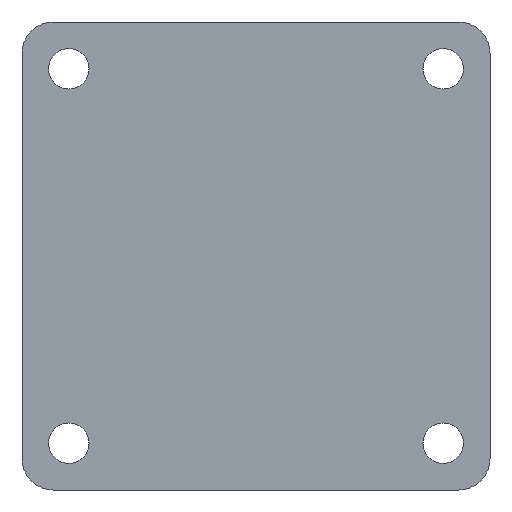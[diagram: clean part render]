
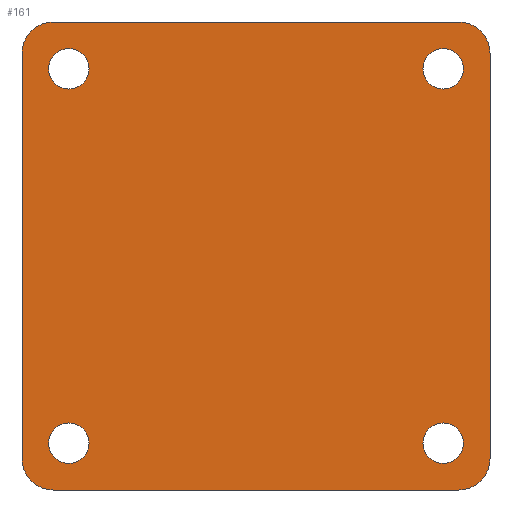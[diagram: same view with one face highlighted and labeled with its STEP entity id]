
A CAD part, front view. The second image highlights one B-rep face of the part: STEP entity #161.
In plain terms, the highlighted planar face has unit normal (0, -1, 0).
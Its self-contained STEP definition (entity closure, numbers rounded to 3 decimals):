
#161 = ADVANCED_FACE( '', ( #333, #334, #335, #336, #337 ), #338, .F. );
#333 = FACE_BOUND( '', #510, .T. );
#334 = FACE_BOUND( '', #511, .T. );
#335 = FACE_BOUND( '', #512, .T. );
#336 = FACE_BOUND( '', #513, .T. );
#337 = FACE_OUTER_BOUND( '', #514, .T. );
#338 = PLANE( '', #515 );
#510 = EDGE_LOOP( '', ( #895 ) );
#511 = EDGE_LOOP( '', ( #896 ) );
#512 = EDGE_LOOP( '', ( #897 ) );
#513 = EDGE_LOOP( '', ( #898 ) );
#514 = EDGE_LOOP( '', ( #899, #900, #901, #902, #903, #904, #905, #906 ) );
#515 = AXIS2_PLACEMENT_3D( '', #907, #908, #909 );
#895 = ORIENTED_EDGE( '', *, *, #1042, .T. );
#896 = ORIENTED_EDGE( '', *, *, #1090, .T. );
#897 = ORIENTED_EDGE( '', *, *, #1045, .T. );
#898 = ORIENTED_EDGE( '', *, *, #1113, .T. );
#899 = ORIENTED_EDGE( '', *, *, #1069, .F. );
#900 = ORIENTED_EDGE( '', *, *, #1021, .F. );
#901 = ORIENTED_EDGE( '', *, *, #1111, .F. );
#902 = ORIENTED_EDGE( '', *, *, #1012, .F. );
#903 = ORIENTED_EDGE( '', *, *, #970, .F. );
#904 = ORIENTED_EDGE( '', *, *, #1118, .F. );
#905 = ORIENTED_EDGE( '', *, *, #1123, .F. );
#906 = ORIENTED_EDGE( '', *, *, #1127, .F. );
#907 = CARTESIAN_POINT( '', ( -32.5, -7.5, 32.5 ) );
#908 = DIRECTION( '', ( 0., 1., 0. ) );
#909 = DIRECTION( '', ( 0., 0., 1. ) );
#970 = EDGE_CURVE( '', #1138, #1140, #1141, .T. );
#1012 = EDGE_CURVE( '', #1140, #1212, #1213, .T. );
#1021 = EDGE_CURVE( '', #1224, #1226, #1227, .T. );
#1042 = EDGE_CURVE( '', #1258, #1258, #1259, .T. );
#1045 = EDGE_CURVE( '', #1263, #1263, #1264, .T. );
#1069 = EDGE_CURVE( '', #1226, #1302, #1303, .T. );
#1090 = EDGE_CURVE( '', #1329, #1329, #1330, .T. );
#1111 = EDGE_CURVE( '', #1212, #1224, #1356, .T. );
#1113 = EDGE_CURVE( '', #1358, #1358, #1359, .T. );
#1118 = EDGE_CURVE( '', #1365, #1138, #1367, .T. );
#1123 = EDGE_CURVE( '', #1372, #1365, #1374, .T. );
#1127 = EDGE_CURVE( '', #1302, #1372, #1378, .T. );
#1138 = VERTEX_POINT( '', #1390 );
#1140 = VERTEX_POINT( '', #1393 );
#1141 = LINE( '', #1394, #1395 );
#1212 = VERTEX_POINT( '', #1487 );
#1213 = CIRCLE( '', #1488, 5. );
#1224 = VERTEX_POINT( '', #1503 );
#1226 = VERTEX_POINT( '', #1506 );
#1227 = CIRCLE( '', #1507, 5. );
#1258 = VERTEX_POINT( '', #1545 );
#1259 = CIRCLE( '', #1546, 3.25 );
#1263 = VERTEX_POINT( '', #1550 );
#1264 = CIRCLE( '', #1551, 3.25 );
#1302 = VERTEX_POINT( '', #1603 );
#1303 = LINE( '', #1604, #1605 );
#1329 = VERTEX_POINT( '', #1641 );
#1330 = CIRCLE( '', #1642, 3.25 );
#1356 = LINE( '', #1677, #1678 );
#1358 = VERTEX_POINT( '', #1680 );
#1359 = CIRCLE( '', #1681, 3.25 );
#1365 = VERTEX_POINT( '', #1687 );
#1367 = CIRCLE( '', #1690, 5. );
#1372 = VERTEX_POINT( '', #1696 );
#1374 = LINE( '', #1699, #1700 );
#1378 = CIRCLE( '', #1705, 5. );
#1390 = CARTESIAN_POINT( '', ( 37.5, -7.5, 32.5 ) );
#1393 = CARTESIAN_POINT( '', ( 37.5, -7.5, -32.5 ) );
#1394 = CARTESIAN_POINT( '', ( 37.5, -7.5, 32.5 ) );
#1395 = VECTOR( '', #1714, 1000. );
#1487 = CARTESIAN_POINT( '', ( 32.5, -7.5, -37.5 ) );
#1488 = AXIS2_PLACEMENT_3D( '', #1769, #1770, #1771 );
#1503 = CARTESIAN_POINT( '', ( -32.5, -7.5, -37.5 ) );
#1506 = CARTESIAN_POINT( '', ( -37.5, -7.5, -32.5 ) );
#1507 = AXIS2_PLACEMENT_3D( '', #1780, #1781, #1782 );
#1545 = CARTESIAN_POINT( '', ( -26.75, -7.5, 30. ) );
#1546 = AXIS2_PLACEMENT_3D( '', #1811, #1812, #1813 );
#1550 = CARTESIAN_POINT( '', ( 33.25, -7.5, 30. ) );
#1551 = AXIS2_PLACEMENT_3D( '', #1817, #1818, #1819 );
#1603 = CARTESIAN_POINT( '', ( -37.5, -7.5, 32.5 ) );
#1604 = CARTESIAN_POINT( '', ( -37.5, -7.5, -32.5 ) );
#1605 = VECTOR( '', #1846, 1000. );
#1641 = CARTESIAN_POINT( '', ( -26.75, -7.5, -30. ) );
#1642 = AXIS2_PLACEMENT_3D( '', #1866, #1867, #1868 );
#1677 = CARTESIAN_POINT( '', ( 32.5, -7.5, -37.5 ) );
#1678 = VECTOR( '', #1887, 1000. );
#1680 = CARTESIAN_POINT( '', ( 33.25, -7.5, -30. ) );
#1681 = AXIS2_PLACEMENT_3D( '', #1888, #1889, #1890 );
#1687 = CARTESIAN_POINT( '', ( 32.5, -7.5, 37.5 ) );
#1690 = AXIS2_PLACEMENT_3D( '', #1898, #1899, #1900 );
#1696 = CARTESIAN_POINT( '', ( -32.5, -7.5, 37.5 ) );
#1699 = CARTESIAN_POINT( '', ( -32.5, -7.5, 37.5 ) );
#1700 = VECTOR( '', #1903, 1000. );
#1705 = AXIS2_PLACEMENT_3D( '', #1905, #1906, #1907 );
#1714 = DIRECTION( '', ( 0., 0., -1. ) );
#1769 = CARTESIAN_POINT( '', ( 32.5, -7.5, -32.5 ) );
#1770 = DIRECTION( '', ( 0., 1., 0. ) );
#1771 = DIRECTION( '', ( 1., 0., 0. ) );
#1780 = CARTESIAN_POINT( '', ( -32.5, -7.5, -32.5 ) );
#1781 = DIRECTION( '', ( 0., 1., 0. ) );
#1782 = DIRECTION( '', ( 1., 0., 0. ) );
#1811 = CARTESIAN_POINT( '', ( -30., -7.5, 30. ) );
#1812 = DIRECTION( '', ( 0., 1., 0. ) );
#1813 = DIRECTION( '', ( 1., 0., 0. ) );
#1817 = CARTESIAN_POINT( '', ( 30., -7.5, 30. ) );
#1818 = DIRECTION( '', ( 0., 1., 0. ) );
#1819 = DIRECTION( '', ( 1., 0., 0. ) );
#1846 = DIRECTION( '', ( 0., 0., 1. ) );
#1866 = CARTESIAN_POINT( '', ( -30., -7.5, -30. ) );
#1867 = DIRECTION( '', ( 0., 1., 0. ) );
#1868 = DIRECTION( '', ( 1., 0., 0. ) );
#1887 = DIRECTION( '', ( -1., 0., 0. ) );
#1888 = CARTESIAN_POINT( '', ( 30., -7.5, -30. ) );
#1889 = DIRECTION( '', ( 0., 1., 0. ) );
#1890 = DIRECTION( '', ( 1., 0., 0. ) );
#1898 = CARTESIAN_POINT( '', ( 32.5, -7.5, 32.5 ) );
#1899 = DIRECTION( '', ( 0., 1., 0. ) );
#1900 = DIRECTION( '', ( 1., 0., 0. ) );
#1903 = DIRECTION( '', ( 1., 0., 0. ) );
#1905 = CARTESIAN_POINT( '', ( -32.5, -7.5, 32.5 ) );
#1906 = DIRECTION( '', ( 0., 1., 0. ) );
#1907 = DIRECTION( '', ( 1., 0., 0. ) );
